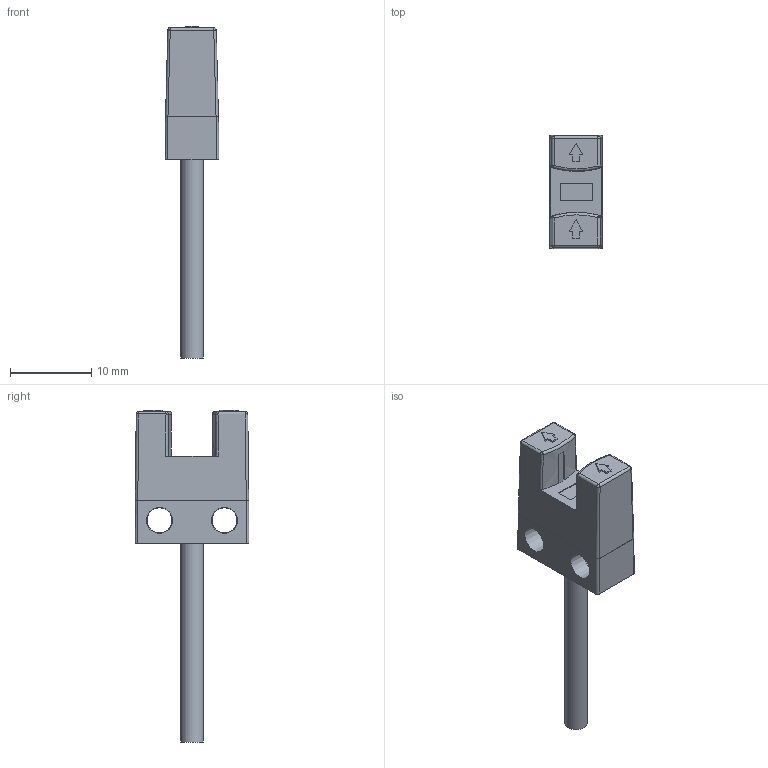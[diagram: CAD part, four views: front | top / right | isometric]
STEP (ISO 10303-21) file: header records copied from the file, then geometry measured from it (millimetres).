
FILE_DESCRIPTION(/* description */ (''),/* implementation_level */ '2;1');
FILE_NAME(/* name */ 'SU-305.stp',/* time_stamp */ '2021-07-22T10:05:33+08:00',/* author */ (''),/* organization */ (''),/* preprocessor_version */ 'ST-DEVELOPER v14',/* originating_system */ 'SIEMENS PLM Software NX 8.0',/* authorisation */ '');
FILE_SCHEMA (('AUTOMOTIVE_DESIGN { 1 0 10303 214 3 1 1 1 }'));
Length unit declared in the file: millimetre
Products named in the file (1): Admi43D89864me0s
Bounding box: 6.62 x 14.04 x 40.9 mm (x, y, z)
Volume: 1292.9 mm3; surface area: 1151.4 mm2
Topology: 1 solids, 1 shells, 86 faces, 218 edges, 131 vertices
Faces by surface type: plane 45, cylinder 15, cone 11, sphere 7, bspline 6, torus 2
Full cylindrical faces by diameter (mm): 2.8 x1
Entity records: 2612 total; most frequent: CARTESIAN_POINT 595, DIRECTION 432, ORIENTED_EDGE 392, EDGE_CURVE 196, AXIS2_PLACEMENT_3D 164, VERTEX_POINT 125, LINE 104, VECTOR 104
